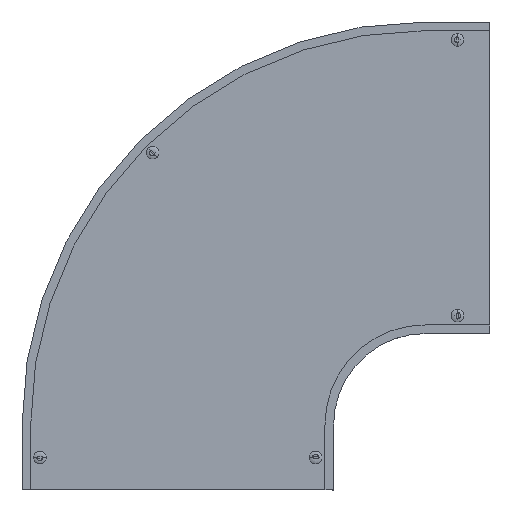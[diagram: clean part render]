
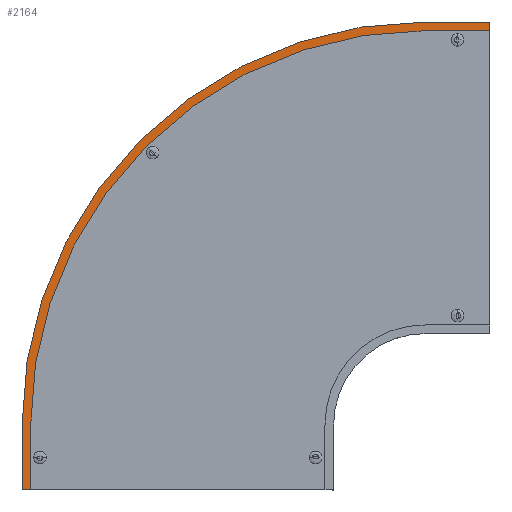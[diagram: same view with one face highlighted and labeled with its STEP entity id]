
A CAD part, top view. The second image highlights one B-rep face of the part: STEP entity #2164.
In plain terms, the highlighted face is planar.
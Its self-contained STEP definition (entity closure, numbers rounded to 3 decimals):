
#73 = AXIS2_PLACEMENT_3D ( 'NONE', #4757, #3115, #1443 ) ;
#86 = CARTESIAN_POINT ( 'NONE',  ( 2., 14., 0. ) ) ;
#209 = DIRECTION ( 'NONE',  ( 0., 0., 1. ) ) ;
#338 = DIRECTION ( 'NONE',  ( -1., 0., 0. ) ) ;
#389 = CARTESIAN_POINT ( 'NONE',  ( 0., 14., 0. ) ) ;
#409 = VERTEX_POINT ( 'NONE', #389 ) ;
#478 = PLANE ( 'NONE',  #4966 ) ;
#502 = EDGE_CURVE ( 'NONE', #2794, #3168, #4548, .T. ) ;
#540 = VERTEX_POINT ( 'NONE', #2676 ) ;
#654 = ORIENTED_EDGE ( 'NONE', *, *, #4657, .F. ) ;
#737 = LINE ( 'NONE', #4298, #2368 ) ;
#738 = CARTESIAN_POINT ( 'NONE',  ( 652., 14., -757. ) ) ;
#753 = LINE ( 'NONE', #1663, #4430 ) ;
#896 = ORIENTED_EDGE ( 'NONE', *, *, #502, .F. ) ;
#926 = DIRECTION ( 'NONE',  ( 0., 1., 0. ) ) ;
#1007 = CIRCLE ( 'NONE', #73, 638. ) ;
#1043 = VERTEX_POINT ( 'NONE', #1598 ) ;
#1044 = DIRECTION ( 'NONE',  ( 0., 0., -1. ) ) ;
#1149 = CARTESIAN_POINT ( 'NONE',  ( 14., 14., 0. ) ) ;
#1289 = FACE_OUTER_BOUND ( 'NONE', #4747, .T. ) ;
#1430 = VECTOR ( 'NONE', #1629, 1000. ) ;
#1443 = DIRECTION ( 'NONE',  ( 0., 0., -1. ) ) ;
#1518 = LINE ( 'NONE', #86, #4084 ) ;
#1577 = CARTESIAN_POINT ( 'NONE',  ( 652., 14., -743. ) ) ;
#1598 = CARTESIAN_POINT ( 'NONE',  ( 652., 14., -757. ) ) ;
#1629 = DIRECTION ( 'NONE',  ( 0., 0., -1. ) ) ;
#1632 = EDGE_CURVE ( 'NONE', #409, #1649, #5346, .T. ) ;
#1649 = VERTEX_POINT ( 'NONE', #1700 ) ;
#1663 = CARTESIAN_POINT ( 'NONE',  ( 652., 14., -743. ) ) ;
#1700 = CARTESIAN_POINT ( 'NONE',  ( 0., 14., -105. ) ) ;
#1729 = VECTOR ( 'NONE', #5068, 1000. ) ;
#1780 = ORIENTED_EDGE ( 'NONE', *, *, #4066, .T. ) ;
#1830 = ORIENTED_EDGE ( 'NONE', *, *, #4590, .F. ) ;
#2041 = EDGE_CURVE ( 'NONE', #540, #1043, #2069, .T. ) ;
#2069 = LINE ( 'NONE', #738, #5213 ) ;
#2164 = ADVANCED_FACE ( 'NONE', ( #1289 ), #478, .T. ) ;
#2276 = DIRECTION ( 'NONE',  ( 0., -1., 0. ) ) ;
#2312 = CARTESIAN_POINT ( 'NONE',  ( 652., 14., -105. ) ) ;
#2333 = VERTEX_POINT ( 'NONE', #4450 ) ;
#2368 = VECTOR ( 'NONE', #1044, 1000. ) ;
#2560 = EDGE_CURVE ( 'NONE', #4826, #2333, #753, .T. ) ;
#2573 = DIRECTION ( 'NONE',  ( 0., 0., 1. ) ) ;
#2604 = CARTESIAN_POINT ( 'NONE',  ( 14., 14., -105. ) ) ;
#2650 = ORIENTED_EDGE ( 'NONE', *, *, #2041, .T. ) ;
#2651 = CARTESIAN_POINT ( 'NONE',  ( 14., 14., -105. ) ) ;
#2676 = CARTESIAN_POINT ( 'NONE',  ( 757., 14., -757. ) ) ;
#2794 = VERTEX_POINT ( 'NONE', #2651 ) ;
#2974 = CARTESIAN_POINT ( 'NONE',  ( 2., 14., -105. ) ) ;
#3115 = DIRECTION ( 'NONE',  ( 0., -1., 0. ) ) ;
#3168 = VERTEX_POINT ( 'NONE', #1149 ) ;
#3565 = ORIENTED_EDGE ( 'NONE', *, *, #1632, .F. ) ;
#3867 = DIRECTION ( 'NONE',  ( -1., 0., 0. ) ) ;
#4066 = EDGE_CURVE ( 'NONE', #2333, #540, #737, .T. ) ;
#4084 = VECTOR ( 'NONE', #3867, 1000. ) ;
#4164 = DIRECTION ( 'NONE',  ( 1., 0., 0. ) ) ;
#4298 = CARTESIAN_POINT ( 'NONE',  ( 757., 14., -755. ) ) ;
#4331 = AXIS2_PLACEMENT_3D ( 'NONE', #2312, #2276, #209 ) ;
#4430 = VECTOR ( 'NONE', #4164, 1000. ) ;
#4450 = CARTESIAN_POINT ( 'NONE',  ( 757., 14., -743. ) ) ;
#4545 = CARTESIAN_POINT ( 'NONE',  ( 0., 14., -105. ) ) ;
#4548 = LINE ( 'NONE', #2604, #1729 ) ;
#4590 = EDGE_CURVE ( 'NONE', #3168, #409, #1518, .T. ) ;
#4657 = EDGE_CURVE ( 'NONE', #1649, #1043, #5122, .T. ) ;
#4747 = EDGE_LOOP ( 'NONE', ( #3565, #1830, #896, #4755, #4834, #1780, #2650, #654 ) ) ;
#4755 = ORIENTED_EDGE ( 'NONE', *, *, #5310, .T. ) ;
#4757 = CARTESIAN_POINT ( 'NONE',  ( 652., 14., -105. ) ) ;
#4826 = VERTEX_POINT ( 'NONE', #1577 ) ;
#4834 = ORIENTED_EDGE ( 'NONE', *, *, #2560, .T. ) ;
#4966 = AXIS2_PLACEMENT_3D ( 'NONE', #2974, #926, #2573 ) ;
#5068 = DIRECTION ( 'NONE',  ( 0., 0., 1. ) ) ;
#5122 = CIRCLE ( 'NONE', #4331, 652. ) ;
#5213 = VECTOR ( 'NONE', #338, 1000. ) ;
#5310 = EDGE_CURVE ( 'NONE', #2794, #4826, #1007, .T. ) ;
#5346 = LINE ( 'NONE', #4545, #1430 ) ;
